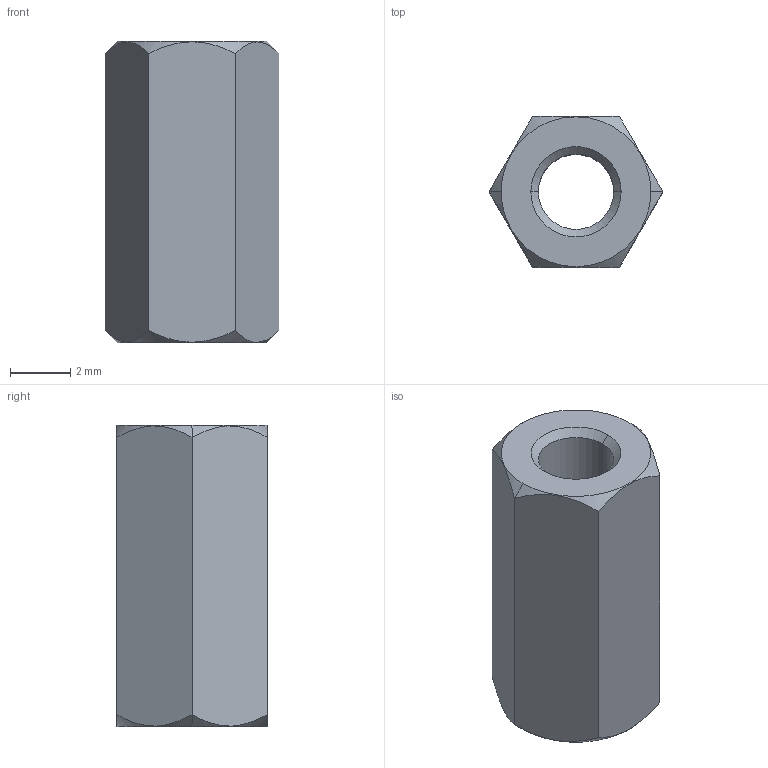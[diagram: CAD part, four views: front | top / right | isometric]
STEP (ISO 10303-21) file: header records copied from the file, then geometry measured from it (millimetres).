
FILE_DESCRIPTION (( 'STEP AP214' ), '1' );
FILE_NAME ('M3_F_TO_F_10MM_STANDOFF.STEP', '2020-10-07T13:31:49', ( '' ), ( '' ), 'SwSTEP 2.0', 'SolidWorks 2020', '' );
FILE_SCHEMA (( 'AUTOMOTIVE_DESIGN' ));
Length unit declared in the file: millimetre
Products named in the file (1): M3_F_TO_F_10MM_STANDOFF
Bounding box: 5.77 x 5 x 10 mm (x, y, z)
Volume: 166.4 mm3; surface area: 279.9 mm2
Topology: 1 solids, 1 shells, 18 faces, 40 edges, 24 vertices
Faces by surface type: cone 8, plane 8, cylinder 2
Entity records: 638 total; most frequent: CARTESIAN_POINT 215, ORIENTED_EDGE 80, DIRECTION 78, EDGE_CURVE 40, AXIS2_PLACEMENT_3D 31, VERTEX_POINT 24, EDGE_LOOP 20, FACE_OUTER_BOUND 18
